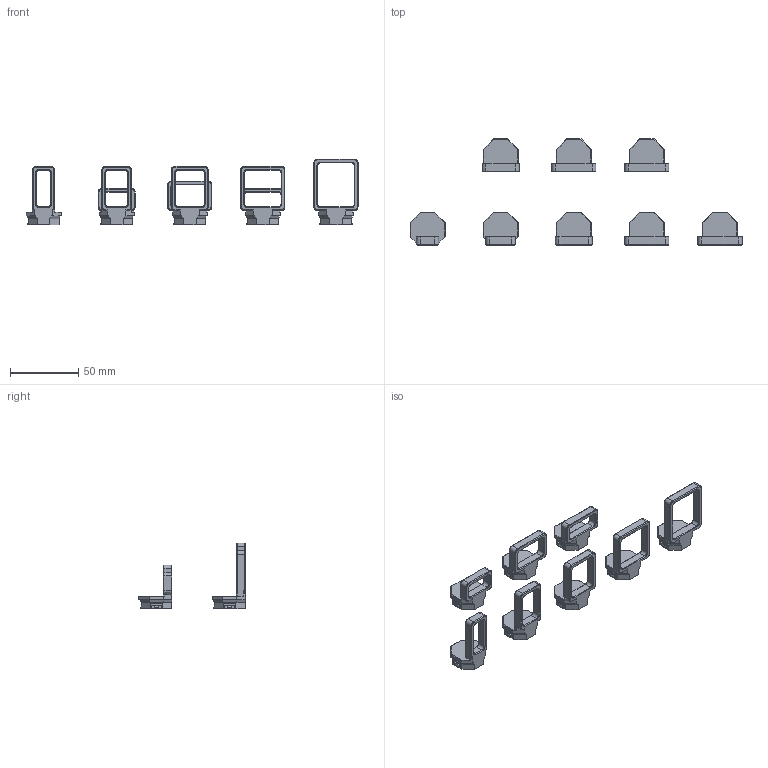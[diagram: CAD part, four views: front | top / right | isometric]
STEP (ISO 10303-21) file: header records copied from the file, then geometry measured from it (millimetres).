
FILE_DESCRIPTION(('FreeCAD Model'),'2;1');
FILE_NAME('Open CASCADE Shape Model','2025-05-03T14:26:50',('FreeCAD'),( 'FreeCAD'),'Open CASCADE STEP processor 7.6','FreeCAD','Unknown');
FILE_SCHEMA(('AUTOMOTIVE_DESIGN { 1 0 10303 214 1 1 1 1 }'));
Products named in the file (1): Open CASCADE STEP translator 7.6 1
Bounding box: 243.91 x 77.95 x 48.33 mm (x, y, z)
Volume: 43771.3 mm3; surface area: 28573.2 mm2
Topology: 8 solids, 8 shells, 1068 faces, 2672 edges, 1580 vertices
Faces by surface type: bspline 1068
Entity records: 40232 total; most frequent: CARTESIAN_POINT 24431, ORIENTED_EDGE 5248, EDGE_CURVE 2624, B_SPLINE_CURVE_WITH_KNOTS 2234, VERTEX_POINT 1580, FACE_BOUND 1124, EDGE_LOOP 1124, ADVANCED_FACE 1068
